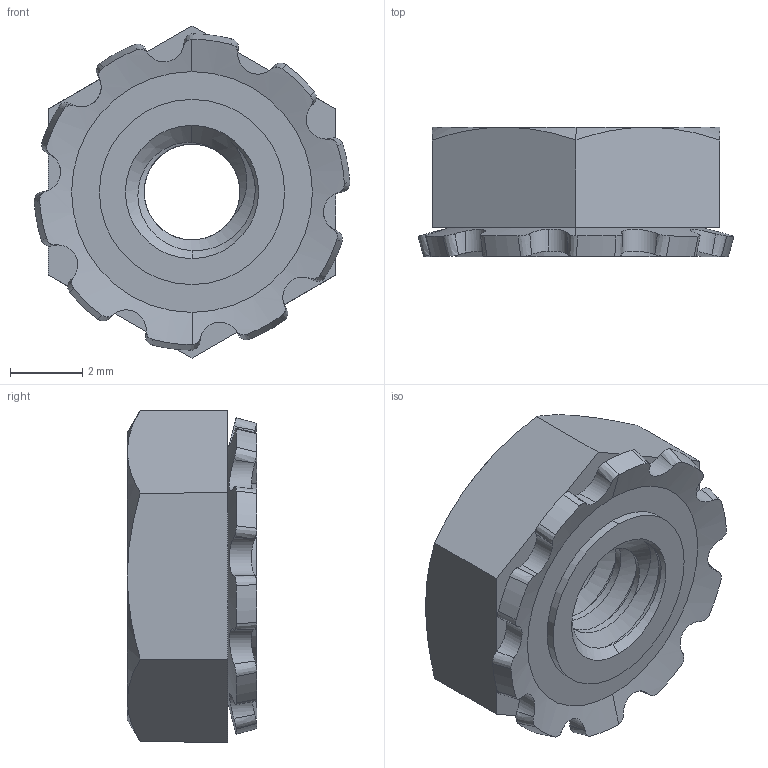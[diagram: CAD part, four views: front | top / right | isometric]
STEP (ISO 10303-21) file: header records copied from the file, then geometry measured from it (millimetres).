
FILE_DESCRIPTION (( 'STEP AP203' ), '1' );
FILE_NAME ('90675A007.step', '2015-02-16T17:30:51', ( '' ), ( '' ), 'SwSTEP 2.0', 'SolidWorks 2010', '' );
FILE_SCHEMA (( 'CONFIG_CONTROL_DESIGN' ));
Length unit declared in the file: inch
Products named in the file (1): 90675A007
Bounding box: 8.71 x 3.57 x 9.17 mm (x, y, z)
Volume: 158.3 mm3; surface area: 269.3 mm2
Topology: 1 solids, 1 shells, 83 faces, 229 edges, 150 vertices
Faces by surface type: cone 26, cylinder 24, bspline 23, plane 10
Entity records: 4095 total; most frequent: CARTESIAN_POINT 2271, ORIENTED_EDGE 458, DIRECTION 241, EDGE_CURVE 229, VERTEX_POINT 150, B_SPLINE_CURVE_WITH_KNOTS 131, AXIS2_PLACEMENT_3D 103, EDGE_LOOP 87
